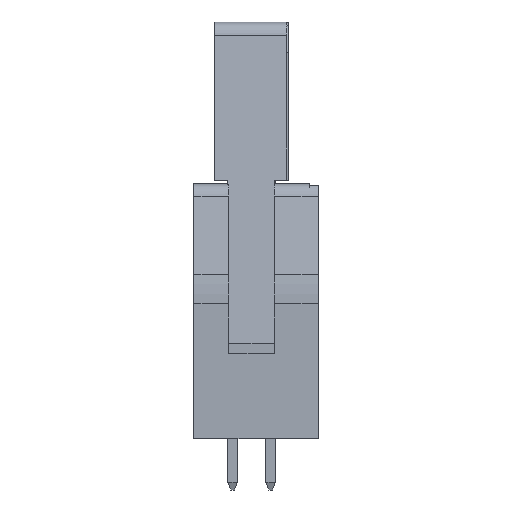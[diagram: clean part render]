
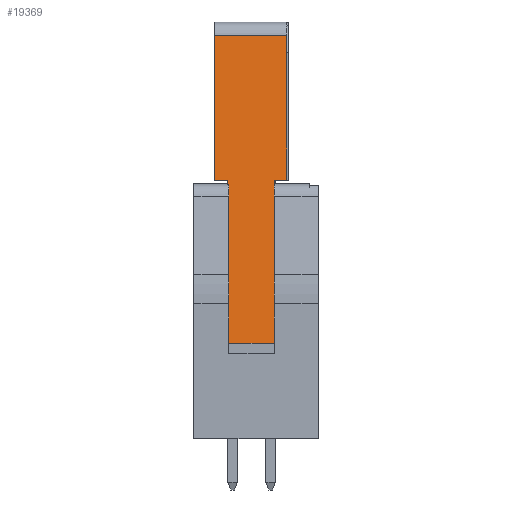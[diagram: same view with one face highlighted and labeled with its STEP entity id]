
A CAD part, front view. The second image highlights one B-rep face of the part: STEP entity #19369.
In plain terms, the highlighted face is planar.
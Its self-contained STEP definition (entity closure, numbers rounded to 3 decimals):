
#1718=ORIENTED_EDGE('',*,*,#4483,.F.);
#1719=ORIENTED_EDGE('',*,*,#5055,.T.);
#1720=ORIENTED_EDGE('',*,*,#5059,.F.);
#1721=ORIENTED_EDGE('',*,*,#5060,.T.);
#1722=ORIENTED_EDGE('',*,*,#5061,.F.);
#1723=ORIENTED_EDGE('',*,*,#5062,.F.);
#1724=ORIENTED_EDGE('',*,*,#5063,.T.);
#1725=ORIENTED_EDGE('',*,*,#5064,.F.);
#1726=ORIENTED_EDGE('',*,*,#5065,.F.);
#1727=ORIENTED_EDGE('',*,*,#4236,.T.);
#4236=EDGE_CURVE('',#6217,#6218,#7439,.T.);
#4483=EDGE_CURVE('',#6411,#6218,#7673,.T.);
#5055=EDGE_CURVE('',#6411,#6769,#8204,.T.);
#5059=EDGE_CURVE('',#6772,#6769,#8208,.T.);
#5060=EDGE_CURVE('',#6772,#6773,#8209,.T.);
#5061=EDGE_CURVE('',#6774,#6773,#8210,.T.);
#5062=EDGE_CURVE('',#6775,#6774,#8211,.T.);
#5063=EDGE_CURVE('',#6775,#6776,#8212,.T.);
#5064=EDGE_CURVE('',#6777,#6776,#8213,.T.);
#5065=EDGE_CURVE('',#6217,#6777,#8214,.T.);
#6217=VERTEX_POINT('',#24762);
#6218=VERTEX_POINT('',#24763);
#6411=VERTEX_POINT('',#25276);
#6769=VERTEX_POINT('',#26337);
#6772=VERTEX_POINT('',#26347);
#6773=VERTEX_POINT('',#26349);
#6774=VERTEX_POINT('',#26351);
#6775=VERTEX_POINT('',#26353);
#6776=VERTEX_POINT('',#26355);
#6777=VERTEX_POINT('',#26357);
#7439=LINE('',#24761,#9330);
#7673=LINE('',#25277,#9564);
#8204=LINE('',#26338,#10095);
#8208=LINE('',#26346,#10099);
#8209=LINE('',#26348,#10100);
#8210=LINE('',#26350,#10101);
#8211=LINE('',#26352,#10102);
#8212=LINE('',#26354,#10103);
#8213=LINE('',#26356,#10104);
#8214=LINE('',#26358,#10105);
#9330=VECTOR('',#21009,1000.);
#9564=VECTOR('',#21417,1000.);
#10095=VECTOR('',#22292,1000.);
#10099=VECTOR('',#22300,1000.);
#10100=VECTOR('',#22301,1000.);
#10101=VECTOR('',#22302,1000.);
#10102=VECTOR('',#22303,1000.);
#10103=VECTOR('',#22304,1000.);
#10104=VECTOR('',#22305,1000.);
#10105=VECTOR('',#22306,1000.);
#11383=EDGE_LOOP('',(#1718,#1719,#1720,#1721,#1722,#1723,#1724,#1725,#1726,
#1727));
#12244=FACE_BOUND('',#11383,.T.);
#13039=PLANE('',#20227);
#19369=ADVANCED_FACE('',(#12244),#13039,.T.);
#20227=AXIS2_PLACEMENT_3D('',#26345,#22298,#22299);
#21009=DIRECTION('',(0.,1.,0.));
#21417=DIRECTION('',(-0.117,0.,0.993));
#22292=DIRECTION('',(0.,1.,0.));
#22298=DIRECTION('',(0.993,0.,0.117));
#22299=DIRECTION('',(0.117,0.,-0.993));
#22300=DIRECTION('',(0.117,0.,-0.993));
#22301=DIRECTION('',(0.,1.,0.));
#22302=DIRECTION('',(0.117,0.,-0.993));
#22303=DIRECTION('',(0.,1.,0.));
#22304=DIRECTION('',(0.117,0.,-0.993));
#22305=DIRECTION('',(0.,-1.,0.));
#22306=DIRECTION('',(-0.117,0.,0.993));
#24761=CARTESIAN_POINT('',(24.359,-4.15,11.948));
#24762=CARTESIAN_POINT('',(24.359,-1.925,11.948));
#24763=CARTESIAN_POINT('',(24.359,-1.825,11.948));
#25276=CARTESIAN_POINT('',(25.61,-1.825,1.366));
#25277=CARTESIAN_POINT('',(25.666,-1.825,0.892));
#26337=CARTESIAN_POINT('',(25.61,1.215,1.366));
#26338=CARTESIAN_POINT('',(25.61,-2.755,1.366));
#26345=CARTESIAN_POINT('',(22.96,-2.755,23.785));
#26346=CARTESIAN_POINT('',(24.324,1.215,12.249));
#26347=CARTESIAN_POINT('',(24.324,1.215,12.249));
#26348=CARTESIAN_POINT('',(24.324,1.215,12.249));
#26349=CARTESIAN_POINT('',(24.324,2.045,12.249));
#26350=CARTESIAN_POINT('',(22.96,2.045,23.785));
#26351=CARTESIAN_POINT('',(23.181,2.045,21.913));
#26352=CARTESIAN_POINT('',(23.181,-2.755,21.913));
#26353=CARTESIAN_POINT('',(23.181,-2.755,21.913));
#26354=CARTESIAN_POINT('',(22.96,-2.755,23.785));
#26355=CARTESIAN_POINT('',(24.324,-2.755,12.249));
#26356=CARTESIAN_POINT('',(24.324,-1.925,12.249));
#26357=CARTESIAN_POINT('',(24.324,-1.925,12.249));
#26358=CARTESIAN_POINT('',(24.324,-1.925,12.249));
